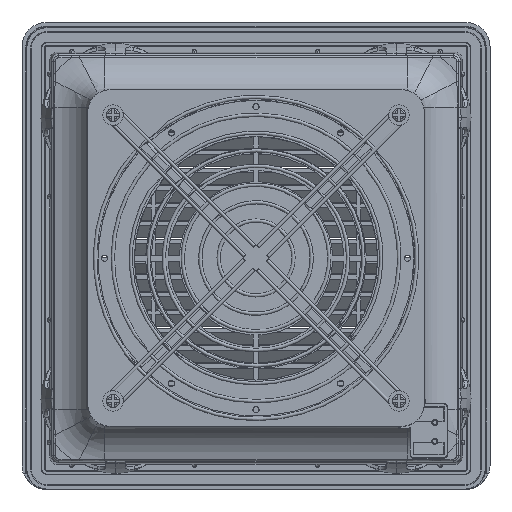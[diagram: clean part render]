
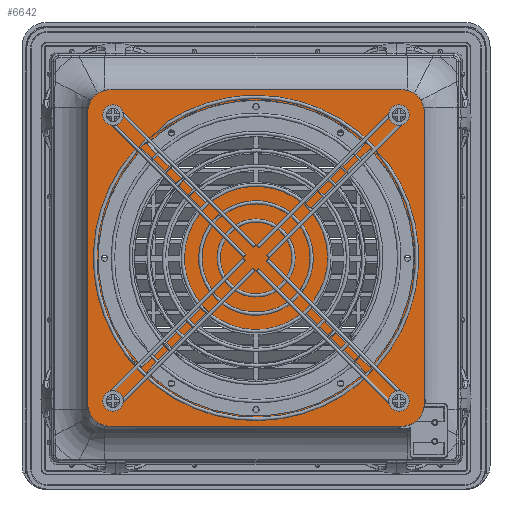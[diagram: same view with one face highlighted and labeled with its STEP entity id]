
A CAD part, top view. The second image highlights one B-rep face of the part: STEP entity #6642.
In plain terms, the highlighted planar face has unit normal (0, 0, 1).
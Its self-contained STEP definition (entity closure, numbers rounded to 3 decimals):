
#6642=ADVANCED_FACE('',(#11730,#11731,#11732,#11733,#11734),#8269,.T.);
#8269=PLANE('',#57579);
#11730=FACE_BOUND('',#14882,.T.);
#11731=FACE_BOUND('',#14883,.T.);
#11732=FACE_BOUND('',#14884,.T.);
#11733=FACE_BOUND('',#14885,.T.);
#11734=FACE_BOUND('',#14886,.T.);
#14882=EDGE_LOOP('',(#36110,#36111,#36112,#36113,#36114,#36115,#36116,#36117));
#14883=EDGE_LOOP('',(#36118,#36119,#36120,#36121));
#14884=EDGE_LOOP('',(#36122,#36123,#36124,#36125));
#14885=EDGE_LOOP('',(#36126,#36127,#36128,#36129));
#14886=EDGE_LOOP('',(#36130,#36131,#36132,#36133));
#18786=LINE('',#98258,#22722);
#18787=LINE('',#98294,#22723);
#18790=LINE('',#98321,#22726);
#18797=LINE('',#98358,#22733);
#18807=LINE('',#98417,#22743);
#18810=LINE('',#98441,#22746);
#18822=LINE('',#98522,#22758);
#18825=LINE('',#98546,#22761);
#18826=LINE('',#98549,#22762);
#18827=LINE('',#98554,#22763);
#18828=LINE('',#98556,#22764);
#18829=LINE('',#98561,#22765);
#22722=VECTOR('',#69310,1.);
#22723=VECTOR('',#69313,1.);
#22726=VECTOR('',#69324,1.);
#22733=VECTOR('',#69341,1.);
#22743=VECTOR('',#69363,1.);
#22746=VECTOR('',#69368,1.);
#22758=VECTOR('',#69416,1.);
#22761=VECTOR('',#69445,1.);
#22762=VECTOR('',#69448,1.);
#22763=VECTOR('',#69453,1.);
#22764=VECTOR('',#69456,1.);
#22765=VECTOR('',#69459,1.);
#36110=ORIENTED_EDGE('',*,*,#50484,.F.);
#36111=ORIENTED_EDGE('',*,*,#50520,.F.);
#36112=ORIENTED_EDGE('',*,*,#50456,.F.);
#36113=ORIENTED_EDGE('',*,*,#50521,.F.);
#36114=ORIENTED_EDGE('',*,*,#50509,.F.);
#36115=ORIENTED_EDGE('',*,*,#50522,.F.);
#36116=ORIENTED_EDGE('',*,*,#50523,.F.);
#36117=ORIENTED_EDGE('',*,*,#50524,.F.);
#36118=ORIENTED_EDGE('',*,*,#50525,.F.);
#36119=ORIENTED_EDGE('',*,*,#50491,.F.);
#36120=ORIENTED_EDGE('',*,*,#50480,.F.);
#36121=ORIENTED_EDGE('',*,*,#50526,.T.);
#36122=ORIENTED_EDGE('',*,*,#50527,.T.);
#36123=ORIENTED_EDGE('',*,*,#50466,.F.);
#36124=ORIENTED_EDGE('',*,*,#50486,.F.);
#36125=ORIENTED_EDGE('',*,*,#50528,.F.);
#36126=ORIENTED_EDGE('',*,*,#50453,.F.);
#36127=ORIENTED_EDGE('',*,*,#50447,.F.);
#36128=ORIENTED_EDGE('',*,*,#50529,.T.);
#36129=ORIENTED_EDGE('',*,*,#50450,.F.);
#36130=ORIENTED_EDGE('',*,*,#50530,.F.);
#36131=ORIENTED_EDGE('',*,*,#50531,.T.);
#36132=ORIENTED_EDGE('',*,*,#50532,.F.);
#36133=ORIENTED_EDGE('',*,*,#50533,.F.);
#43111=VERTEX_POINT('',#98257);
#43112=VERTEX_POINT('',#98259);
#43113=VERTEX_POINT('',#98293);
#43114=VERTEX_POINT('',#98295);
#43117=VERTEX_POINT('',#98320);
#43118=VERTEX_POINT('',#98322);
#43126=VERTEX_POINT('',#98357);
#43127=VERTEX_POINT('',#98359);
#43137=VERTEX_POINT('',#98416);
#43138=VERTEX_POINT('',#98418);
#43141=VERTEX_POINT('',#98440);
#43142=VERTEX_POINT('',#98442);
#43143=VERTEX_POINT('',#98446);
#43147=VERTEX_POINT('',#98471);
#43160=VERTEX_POINT('',#98521);
#43161=VERTEX_POINT('',#98523);
#43168=VERTEX_POINT('',#98545);
#43169=VERTEX_POINT('',#98547);
#43170=VERTEX_POINT('',#98550);
#43171=VERTEX_POINT('',#98553);
#43172=VERTEX_POINT('',#98557);
#43173=VERTEX_POINT('',#98558);
#43174=VERTEX_POINT('',#98560);
#43175=VERTEX_POINT('',#98562);
#50447=EDGE_CURVE('',#43111,#43112,#18786,.T.);
#50450=EDGE_CURVE('',#43113,#43114,#18787,.T.);
#50453=EDGE_CURVE('',#43112,#43113,#53371,.T.);
#50456=EDGE_CURVE('',#43117,#43118,#18790,.T.);
#50466=EDGE_CURVE('',#43126,#43127,#18797,.T.);
#50480=EDGE_CURVE('',#43137,#43138,#18807,.T.);
#50484=EDGE_CURVE('',#43141,#43142,#18810,.T.);
#50486=EDGE_CURVE('',#43143,#43126,#53376,.T.);
#50491=EDGE_CURVE('',#43138,#43147,#53379,.T.);
#50509=EDGE_CURVE('',#43160,#43161,#18822,.T.);
#50520=EDGE_CURVE('',#43118,#43141,#53395,.T.);
#50521=EDGE_CURVE('',#43161,#43117,#53396,.T.);
#50522=EDGE_CURVE('',#43168,#43160,#53397,.T.);
#50523=EDGE_CURVE('',#43169,#43168,#18825,.T.);
#50524=EDGE_CURVE('',#43142,#43169,#53398,.T.);
#50525=EDGE_CURVE('',#43147,#43170,#18826,.T.);
#50526=EDGE_CURVE('',#43137,#43170,#53399,.T.);
#50527=EDGE_CURVE('',#43171,#43127,#53400,.T.);
#50528=EDGE_CURVE('',#43171,#43143,#18827,.T.);
#50529=EDGE_CURVE('',#43111,#43114,#53401,.T.);
#50530=EDGE_CURVE('',#43172,#43173,#18828,.T.);
#50531=EDGE_CURVE('',#43172,#43174,#53402,.T.);
#50532=EDGE_CURVE('',#43175,#43174,#18829,.T.);
#50533=EDGE_CURVE('',#43173,#43175,#53403,.T.);
#53371=CIRCLE('',#57528,40.);
#53376=CIRCLE('',#57543,40.);
#53379=CIRCLE('',#57547,40.);
#53395=CIRCLE('',#57570,12.);
#53396=CIRCLE('',#57571,12.);
#53397=CIRCLE('',#57572,12.);
#53398=CIRCLE('',#57573,12.);
#53399=CIRCLE('',#57574,84.5);
#53400=CIRCLE('',#57575,84.5);
#53401=CIRCLE('',#57576,84.5);
#53402=CIRCLE('',#57577,84.5);
#53403=CIRCLE('',#57578,40.);
#57528=AXIS2_PLACEMENT_3D('',#98314,#69318,#69319);
#57543=AXIS2_PLACEMENT_3D('',#98445,#69372,#69373);
#57547=AXIS2_PLACEMENT_3D('',#98470,#69381,#69382);
#57570=AXIS2_PLACEMENT_3D('',#98542,#69439,#69440);
#57571=AXIS2_PLACEMENT_3D('',#98543,#69441,#69442);
#57572=AXIS2_PLACEMENT_3D('',#98544,#69443,#69444);
#57573=AXIS2_PLACEMENT_3D('',#98548,#69446,#69447);
#57574=AXIS2_PLACEMENT_3D('',#98551,#69449,#69450);
#57575=AXIS2_PLACEMENT_3D('',#98552,#69451,#69452);
#57576=AXIS2_PLACEMENT_3D('',#98555,#69454,#69455);
#57577=AXIS2_PLACEMENT_3D('',#98559,#69457,#69458);
#57578=AXIS2_PLACEMENT_3D('',#98563,#69460,#69461);
#57579=AXIS2_PLACEMENT_3D('',#98564,#69462,#69463);
#69310=DIRECTION('',(0.707,0.707,0.));
#69313=DIRECTION('',(-0.707,0.707,0.));
#69318=DIRECTION('',(0.,0.,-1.));
#69319=DIRECTION('',(0.,1.,0.));
#69324=DIRECTION('',(0.,1.,0.));
#69341=DIRECTION('',(-0.707,-0.707,0.));
#69363=DIRECTION('',(0.707,-0.707,0.));
#69368=DIRECTION('',(1.,0.,0.));
#69372=DIRECTION('',(0.,0.,-1.));
#69373=DIRECTION('',(0.,1.,0.));
#69381=DIRECTION('',(0.,0.,-1.));
#69382=DIRECTION('',(0.,1.,0.));
#69416=DIRECTION('',(-1.,0.,0.));
#69439=DIRECTION('',(0.,0.,-1.));
#69440=DIRECTION('',(0.,1.,0.));
#69441=DIRECTION('',(0.,0.,-1.));
#69442=DIRECTION('',(0.,1.,0.));
#69443=DIRECTION('',(0.,0.,-1.));
#69444=DIRECTION('',(0.,1.,0.));
#69445=DIRECTION('',(0.,-1.,0.));
#69446=DIRECTION('',(0.,0.,-1.));
#69447=DIRECTION('',(0.,1.,0.));
#69448=DIRECTION('',(0.707,0.707,0.));
#69449=DIRECTION('',(0.,0.,-1.));
#69450=DIRECTION('',(0.,1.,0.));
#69451=DIRECTION('',(0.,0.,-1.));
#69452=DIRECTION('',(0.,1.,0.));
#69453=DIRECTION('',(-0.707,0.707,0.));
#69454=DIRECTION('',(0.,0.,-1.));
#69455=DIRECTION('',(0.,1.,0.));
#69456=DIRECTION('',(-0.707,-0.707,0.));
#69457=DIRECTION('',(0.,0.,-1.));
#69458=DIRECTION('',(0.,1.,0.));
#69459=DIRECTION('',(0.707,-0.707,0.));
#69460=DIRECTION('',(0.,0.,-1.));
#69461=DIRECTION('',(0.,1.,0.));
#69462=DIRECTION('',(0.,0.,1.));
#69463=DIRECTION('',(0.,-1.,0.));
#98257=CARTESIAN_POINT('',(-165.786,-342.352,125.999));
#98258=CARTESIAN_POINT('',(-33.549,-210.115,125.999));
#98259=CARTESIAN_POINT('',(-134.304,-310.871,125.999));
#98293=CARTESIAN_POINT('',(-134.304,-256.905,125.999));
#98294=CARTESIAN_POINT('',(-106.049,-285.161,125.999));
#98295=CARTESIAN_POINT('',(-165.786,-225.424,125.999));
#98314=CARTESIAN_POINT('',(-104.776,-283.888,125.999));
#98320=CARTESIAN_POINT('',(-194.776,-361.888,125.999));
#98321=CARTESIAN_POINT('',(-194.776,-283.888,125.999));
#98322=CARTESIAN_POINT('',(-194.776,-205.888,125.999));
#98357=CARTESIAN_POINT('',(-131.759,-313.417,125.999));
#98358=CARTESIAN_POINT('',(-31.003,-212.661,125.999));
#98359=CARTESIAN_POINT('',(-163.24,-344.898,125.999));
#98416=CARTESIAN_POINT('',(-163.24,-222.878,125.999));
#98417=CARTESIAN_POINT('',(-103.503,-282.615,125.999));
#98418=CARTESIAN_POINT('',(-131.759,-254.36,125.999));
#98440=CARTESIAN_POINT('',(-182.776,-193.888,125.999));
#98441=CARTESIAN_POINT('',(-32.276,-193.888,125.999));
#98442=CARTESIAN_POINT('',(-26.776,-193.888,125.999));
#98445=CARTESIAN_POINT('',(-104.776,-283.888,125.999));
#98446=CARTESIAN_POINT('',(-77.793,-313.417,125.999));
#98470=CARTESIAN_POINT('',(-104.776,-283.888,125.999));
#98471=CARTESIAN_POINT('',(-77.793,-254.36,125.999));
#98521=CARTESIAN_POINT('',(-26.776,-373.888,125.999));
#98522=CARTESIAN_POINT('',(-32.276,-373.888,125.999));
#98523=CARTESIAN_POINT('',(-182.776,-373.888,125.999));
#98542=CARTESIAN_POINT('',(-182.776,-205.888,125.999));
#98543=CARTESIAN_POINT('',(-182.776,-361.888,125.999));
#98544=CARTESIAN_POINT('',(-26.776,-361.888,125.999));
#98545=CARTESIAN_POINT('',(-14.776,-361.888,125.999));
#98546=CARTESIAN_POINT('',(-14.776,-283.888,125.999));
#98547=CARTESIAN_POINT('',(-14.776,-205.888,125.999));
#98548=CARTESIAN_POINT('',(-26.776,-205.888,125.999));
#98549=CARTESIAN_POINT('',(-33.549,-210.115,125.999));
#98550=CARTESIAN_POINT('',(-46.312,-222.878,125.999));
#98551=CARTESIAN_POINT('',(-104.776,-283.888,125.999));
#98552=CARTESIAN_POINT('',(-104.776,-283.888,125.999));
#98553=CARTESIAN_POINT('',(-46.312,-344.898,125.999));
#98554=CARTESIAN_POINT('',(-106.049,-285.161,125.999));
#98555=CARTESIAN_POINT('',(-104.776,-283.888,125.999));
#98556=CARTESIAN_POINT('',(-31.003,-212.661,125.999));
#98557=CARTESIAN_POINT('',(-43.766,-225.424,125.999));
#98558=CARTESIAN_POINT('',(-75.248,-256.905,125.999));
#98559=CARTESIAN_POINT('',(-104.776,-283.888,125.999));
#98560=CARTESIAN_POINT('',(-43.766,-342.352,125.999));
#98561=CARTESIAN_POINT('',(-103.503,-282.615,125.999));
#98562=CARTESIAN_POINT('',(-75.248,-310.871,125.999));
#98563=CARTESIAN_POINT('',(-104.776,-283.888,125.999));
#98564=CARTESIAN_POINT('',(-32.276,-211.388,125.999));
